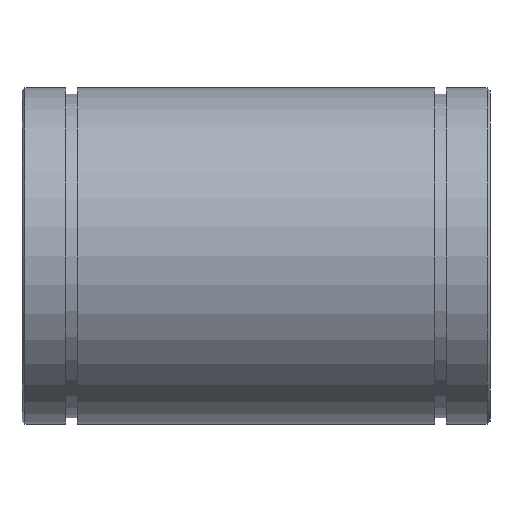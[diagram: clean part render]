
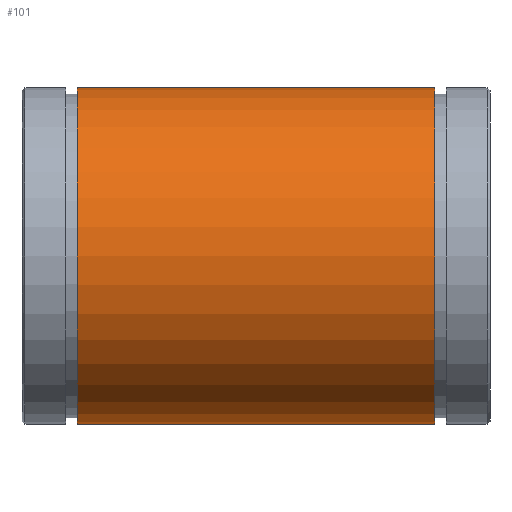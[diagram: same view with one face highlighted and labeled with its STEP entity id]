
A CAD part, front view. The second image highlights one B-rep face of the part: STEP entity #101.
In plain terms, the highlighted cylindrical face has radius 45 mm (diameter 90 mm), a full revolution.
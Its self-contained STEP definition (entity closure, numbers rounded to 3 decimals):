
#101 = ADVANCED_FACE( '', ( #208, #209 ), #210, .T. );
#208 = FACE_OUTER_BOUND( '', #310, .T. );
#209 = FACE_OUTER_BOUND( '', #311, .T. );
#210 = CYLINDRICAL_SURFACE( '', #312, 45. );
#310 = EDGE_LOOP( '', ( #432 ) );
#311 = EDGE_LOOP( '', ( #433 ) );
#312 = AXIS2_PLACEMENT_3D( '', #434, #435, #436 );
#432 = ORIENTED_EDGE( '', *, *, #478, .F. );
#433 = ORIENTED_EDGE( '', *, *, #505, .T. );
#434 = CARTESIAN_POINT( '', ( 125., 0., 0. ) );
#435 = DIRECTION( '', ( -1., 0., 0. ) );
#436 = DIRECTION( '', ( 0., 0., -1. ) );
#478 = EDGE_CURVE( '', #528, #528, #529, .F. );
#505 = EDGE_CURVE( '', #569, #569, #570, .F. );
#528 = VERTEX_POINT( '', #594 );
#529 = CIRCLE( '', #595, 45. );
#569 = VERTEX_POINT( '', #635 );
#570 = CIRCLE( '', #636, 45. );
#594 = CARTESIAN_POINT( '', ( 14.8, 0., -45. ) );
#595 = AXIS2_PLACEMENT_3D( '', #662, #663, #664 );
#635 = CARTESIAN_POINT( '', ( 110.2, 0., -45. ) );
#636 = AXIS2_PLACEMENT_3D( '', #704, #705, #706 );
#662 = CARTESIAN_POINT( '', ( 14.8, 0., 0. ) );
#663 = DIRECTION( '', ( 1., 0., 0. ) );
#664 = DIRECTION( '', ( 0., 0., -1. ) );
#704 = CARTESIAN_POINT( '', ( 110.2, 0., 0. ) );
#705 = DIRECTION( '', ( 1., 0., 0. ) );
#706 = DIRECTION( '', ( 0., 0., -1. ) );
